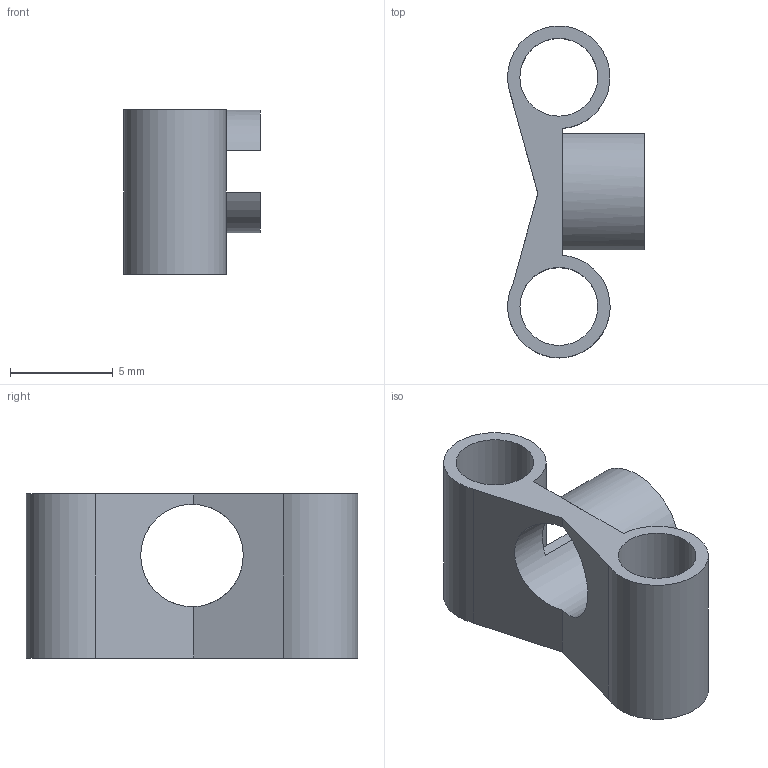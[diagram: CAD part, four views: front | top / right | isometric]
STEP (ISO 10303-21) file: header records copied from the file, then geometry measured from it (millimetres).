
FILE_DESCRIPTION(/* description */ (''),/* implementation_level */ '2;1');
FILE_NAME(/* name */ 'KM_Backpack_DevKit.step',/* time_stamp */ '2024-04-27T11:18:42+02:00',/* author */ (''),/* organization */ (''),/* preprocessor_version */ 'ST-DEVELOPER v20',/* originating_system */ 'Autodesk Translation Framework v12.20.1.177',/* authorisation */ '');
FILE_SCHEMA (('AUTOMOTIVE_DESIGN { 1 0 10303 214 3 1 1 }'));
Length unit declared in the file: millimetre
Products named in the file (3): Kayoumini latest; Composant1; Composant2
Assembly tree (2 placements, depth 2):
  Kayoumini latest
    Composant1
    Composant2
Bounding box: 6.68 x 16.18 x 8 mm (x, y, z)
Volume: 220.5 mm3; surface area: 674.5 mm2
Topology: 1 solids, 1 shells, 18 faces, 53 edges, 35 vertices
Faces by surface type: plane 11, cylinder 7
Full cylindrical faces by diameter (mm): 3.8 x2, 5 x1
Entity records: 825 total; most frequent: DIRECTION 120, CARTESIAN_POINT 111, ORIENTED_EDGE 106, EDGE_CURVE 53, AXIS2_PLACEMENT_3D 44, VERTEX_POINT 35, LINE 32, VECTOR 32
